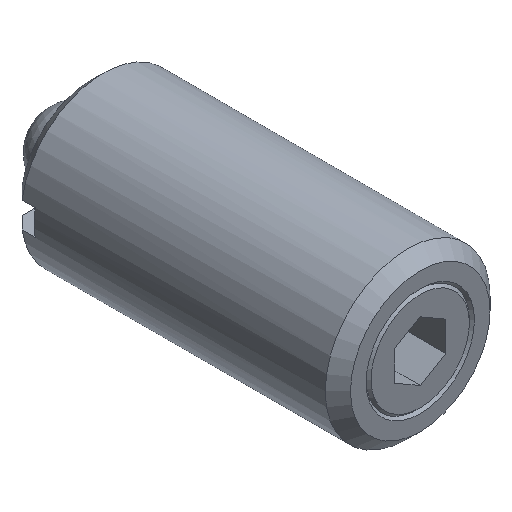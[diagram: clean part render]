
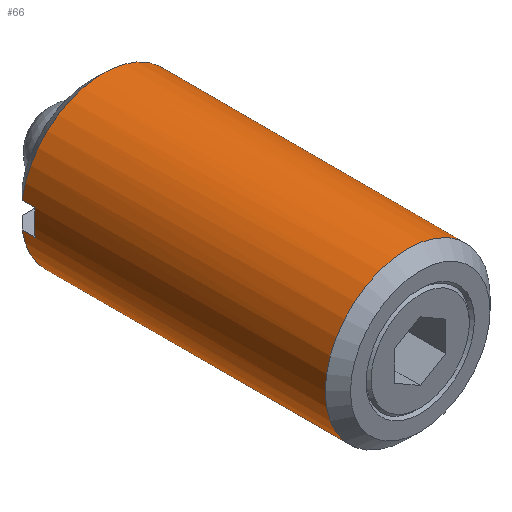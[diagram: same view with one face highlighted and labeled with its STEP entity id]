
A CAD part, isometric view. The second image highlights one B-rep face of the part: STEP entity #66.
In plain terms, the highlighted cylindrical face has radius 8 mm (diameter 16 mm), a full revolution.
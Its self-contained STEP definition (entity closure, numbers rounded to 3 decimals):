
#66 = ADVANCED_FACE( '', ( #167, #168 ), #169, .T. );
#167 = FACE_OUTER_BOUND( '', #319, .T. );
#168 = FACE_OUTER_BOUND( '', #320, .T. );
#169 = CYLINDRICAL_SURFACE( '', #321, 8. );
#319 = EDGE_LOOP( '', ( #465 ) );
#320 = EDGE_LOOP( '', ( #466, #467, #468, #469, #470, #471, #472, #473 ) );
#321 = AXIS2_PLACEMENT_3D( '', #474, #475, #476 );
#465 = ORIENTED_EDGE( '', *, *, #787, .F. );
#466 = ORIENTED_EDGE( '', *, *, #788, .F. );
#467 = ORIENTED_EDGE( '', *, *, #789, .F. );
#468 = ORIENTED_EDGE( '', *, *, #790, .F. );
#469 = ORIENTED_EDGE( '', *, *, #791, .T. );
#470 = ORIENTED_EDGE( '', *, *, #792, .F. );
#471 = ORIENTED_EDGE( '', *, *, #793, .F. );
#472 = ORIENTED_EDGE( '', *, *, #794, .F. );
#473 = ORIENTED_EDGE( '', *, *, #795, .T. );
#474 = CARTESIAN_POINT( '', ( 0., 0., 0. ) );
#475 = DIRECTION( '', ( 0., 1., 0. ) );
#476 = DIRECTION( '', ( 0., 0., -1. ) );
#787 = EDGE_CURVE( '', #907, #907, #908, .T. );
#788 = EDGE_CURVE( '', #909, #910, #911, .F. );
#789 = EDGE_CURVE( '', #912, #909, #913, .T. );
#790 = EDGE_CURVE( '', #914, #912, #915, .T. );
#791 = EDGE_CURVE( '', #914, #916, #917, .T. );
#792 = EDGE_CURVE( '', #918, #916, #919, .F. );
#793 = EDGE_CURVE( '', #920, #918, #921, .T. );
#794 = EDGE_CURVE( '', #922, #920, #923, .T. );
#795 = EDGE_CURVE( '', #922, #910, #924, .T. );
#907 = VERTEX_POINT( '', #1079 );
#908 = CIRCLE( '', #1080, 8. );
#909 = VERTEX_POINT( '', #1081 );
#910 = VERTEX_POINT( '', #1082 );
#911 = LINE( '', #1083, #1084 );
#912 = VERTEX_POINT( '', #1085 );
#913 = CIRCLE( '', #1086, 8. );
#914 = VERTEX_POINT( '', #1087 );
#915 = LINE( '', #1088, #1089 );
#916 = VERTEX_POINT( '', #1090 );
#917 = CIRCLE( '', #1091, 8. );
#918 = VERTEX_POINT( '', #1092 );
#919 = LINE( '', #1093, #1094 );
#920 = VERTEX_POINT( '', #1095 );
#921 = CIRCLE( '', #1096, 8. );
#922 = VERTEX_POINT( '', #1097 );
#923 = LINE( '', #1098, #1099 );
#924 = CIRCLE( '', #1100, 8. );
#1079 = CARTESIAN_POINT( '', ( 0., 1.227, -8. ) );
#1080 = AXIS2_PLACEMENT_3D( '', #1320, #1321, #1322 );
#1081 = CARTESIAN_POINT( '', ( -7.902, 29.5, 1.25 ) );
#1082 = CARTESIAN_POINT( '', ( -7.902, 30.773, 1.25 ) );
#1083 = CARTESIAN_POINT( '', ( -7.902, 0., 1.25 ) );
#1084 = VECTOR( '', #1323, 1000. );
#1085 = CARTESIAN_POINT( '', ( -7.902, 29.5, -1.25 ) );
#1086 = AXIS2_PLACEMENT_3D( '', #1324, #1325, #1326 );
#1087 = CARTESIAN_POINT( '', ( -7.902, 30.773, -1.25 ) );
#1088 = CARTESIAN_POINT( '', ( -7.902, 0., -1.25 ) );
#1089 = VECTOR( '', #1327, 1000. );
#1090 = CARTESIAN_POINT( '', ( 7.902, 30.773, -1.25 ) );
#1091 = AXIS2_PLACEMENT_3D( '', #1328, #1329, #1330 );
#1092 = CARTESIAN_POINT( '', ( 7.902, 29.5, -1.25 ) );
#1093 = CARTESIAN_POINT( '', ( 7.902, 0., -1.25 ) );
#1094 = VECTOR( '', #1331, 1000. );
#1095 = CARTESIAN_POINT( '', ( 7.902, 29.5, 1.25 ) );
#1096 = AXIS2_PLACEMENT_3D( '', #1332, #1333, #1334 );
#1097 = CARTESIAN_POINT( '', ( 7.902, 30.773, 1.25 ) );
#1098 = CARTESIAN_POINT( '', ( 7.902, 0., 1.25 ) );
#1099 = VECTOR( '', #1335, 1000. );
#1100 = AXIS2_PLACEMENT_3D( '', #1336, #1337, #1338 );
#1320 = CARTESIAN_POINT( '', ( 0., 1.227, 0. ) );
#1321 = DIRECTION( '', ( 0., -1., 0. ) );
#1322 = DIRECTION( '', ( 0., 0., -1. ) );
#1323 = DIRECTION( '', ( 0., -1., 0. ) );
#1324 = CARTESIAN_POINT( '', ( 0., 29.5, 0. ) );
#1325 = DIRECTION( '', ( 0., 1., 0. ) );
#1326 = DIRECTION( '', ( 0., 0., 1. ) );
#1327 = DIRECTION( '', ( 0., -1., 0. ) );
#1328 = CARTESIAN_POINT( '', ( 0., 30.773, 0. ) );
#1329 = DIRECTION( '', ( 0., -1., 0. ) );
#1330 = DIRECTION( '', ( 0., 0., -1. ) );
#1331 = DIRECTION( '', ( 0., -1., 0. ) );
#1332 = CARTESIAN_POINT( '', ( 0., 29.5, 0. ) );
#1333 = DIRECTION( '', ( 0., 1., 0. ) );
#1334 = DIRECTION( '', ( 0., 0., 1. ) );
#1335 = DIRECTION( '', ( 0., -1., 0. ) );
#1336 = CARTESIAN_POINT( '', ( 0., 30.773, 0. ) );
#1337 = DIRECTION( '', ( 0., -1., 0. ) );
#1338 = DIRECTION( '', ( 0., 0., -1. ) );
